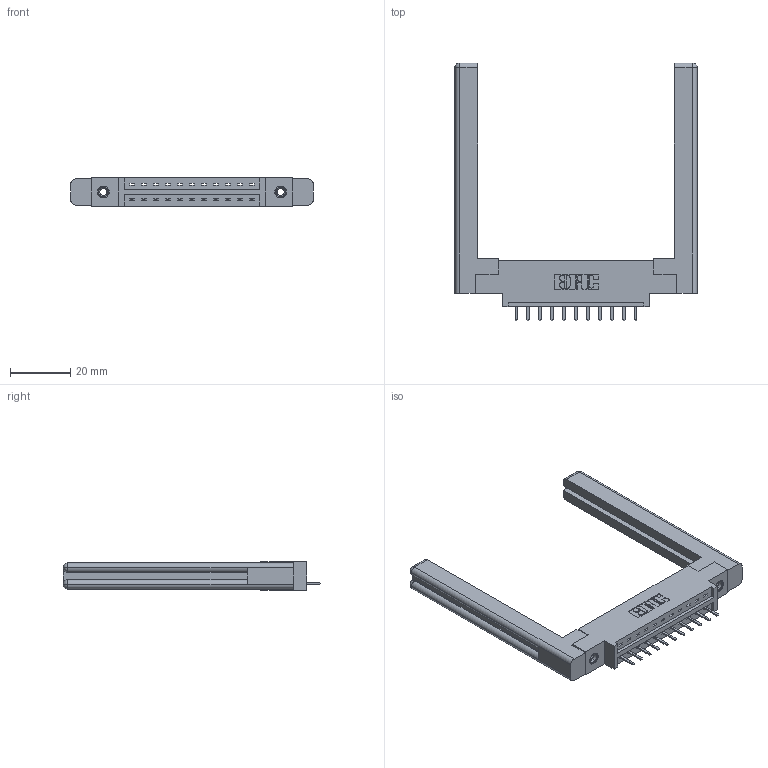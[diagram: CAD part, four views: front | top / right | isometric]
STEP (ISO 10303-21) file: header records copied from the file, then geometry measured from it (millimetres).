
FILE_DESCRIPTION (( 'STEP AP203' ), '1' );
FILE_NAME ('387-011-520-658.STEP', '2019-10-02T11:54:50', ( '' ), ( '' ), 'SwSTEP 2.0', 'SolidWorks 2016', '' );
FILE_SCHEMA (( 'CONFIG_CONTROL_DESIGN' ));
Length unit declared in the file: inch
Products named in the file (5): 307-220-058; 345-292-001_345-293-120; 345-250-001_345-250-001-102; 387-011-520-658; 337 Part_0.170 Offset - 0.156 Dia-TI
Assembly tree (16 placements, depth 2):
  387-011-520-658
    337 Part_0.170 Offset - 0.156 Dia-TI
    345-292-001_345-293-120  x11
    345-250-001_345-250-001-102  x2
    307-220-058  x2
Bounding box: 80.21 x 85.43 x 9.4 mm (x, y, z)
Volume: 14961.9 mm3; surface area: 13083.4 mm2
Topology: 16 solids, 16 shells, 986 faces, 2833 edges, 1846 vertices
Faces by surface type: plane 686, cylinder 276, cone 12, torus 12
Entity records: 15066 total; most frequent: CARTESIAN_POINT 2634, ORIENTED_EDGE 2508, DIRECTION 2288, EDGE_CURVE 1254, VECTOR 1074, LINE 1074, VERTEX_POINT 826, AXIS2_PLACEMENT_3D 607
